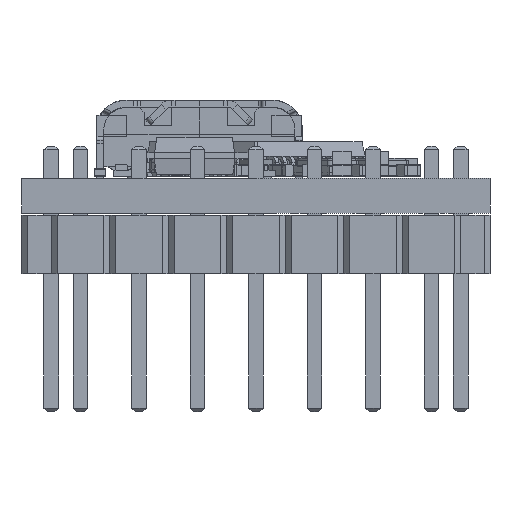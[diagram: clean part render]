
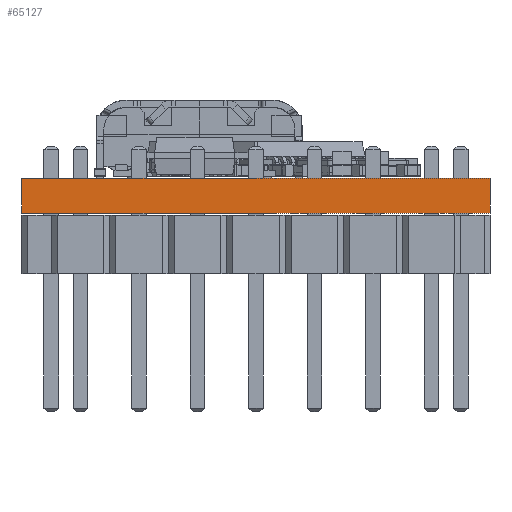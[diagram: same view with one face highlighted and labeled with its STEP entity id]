
A CAD part, front view. The second image highlights one B-rep face of the part: STEP entity #65127.
In plain terms, the highlighted planar face has unit normal (0, -1, 0).
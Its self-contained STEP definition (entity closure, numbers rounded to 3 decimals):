
#65127 = ADVANCED_FACE('',(#65128),#65162,.T.);
#65128 = FACE_BOUND('',#65129,.T.);
#65129 = EDGE_LOOP('',(#65130,#65140,#65148,#65156));
#65130 = ORIENTED_EDGE('',*,*,#65131,.T.);
#65131 = EDGE_CURVE('',#65132,#65134,#65136,.T.);
#65132 = VERTEX_POINT('',#65133);
#65133 = CARTESIAN_POINT('',(10.16,-17.45,0.));
#65134 = VERTEX_POINT('',#65135);
#65135 = CARTESIAN_POINT('',(10.16,-17.45,1.51));
#65136 = LINE('',#65137,#65138);
#65137 = CARTESIAN_POINT('',(10.16,-17.45,0.));
#65138 = VECTOR('',#65139,1.);
#65139 = DIRECTION('',(0.,0.,1.));
#65140 = ORIENTED_EDGE('',*,*,#65141,.T.);
#65141 = EDGE_CURVE('',#65134,#65142,#65144,.T.);
#65142 = VERTEX_POINT('',#65143);
#65143 = CARTESIAN_POINT('',(-10.16,-17.45,1.51));
#65144 = LINE('',#65145,#65146);
#65145 = CARTESIAN_POINT('',(10.16,-17.45,1.51));
#65146 = VECTOR('',#65147,1.);
#65147 = DIRECTION('',(-1.,0.,0.));
#65148 = ORIENTED_EDGE('',*,*,#65149,.F.);
#65149 = EDGE_CURVE('',#65150,#65142,#65152,.T.);
#65150 = VERTEX_POINT('',#65151);
#65151 = CARTESIAN_POINT('',(-10.16,-17.45,0.));
#65152 = LINE('',#65153,#65154);
#65153 = CARTESIAN_POINT('',(-10.16,-17.45,0.));
#65154 = VECTOR('',#65155,1.);
#65155 = DIRECTION('',(0.,0.,1.));
#65156 = ORIENTED_EDGE('',*,*,#65157,.F.);
#65157 = EDGE_CURVE('',#65132,#65150,#65158,.T.);
#65158 = LINE('',#65159,#65160);
#65159 = CARTESIAN_POINT('',(10.16,-17.45,0.));
#65160 = VECTOR('',#65161,1.);
#65161 = DIRECTION('',(-1.,0.,0.));
#65162 = PLANE('',#65163);
#65163 = AXIS2_PLACEMENT_3D('',#65164,#65165,#65166);
#65164 = CARTESIAN_POINT('',(10.16,-17.45,0.));
#65165 = DIRECTION('',(0.,-1.,0.));
#65166 = DIRECTION('',(-1.,0.,0.));
